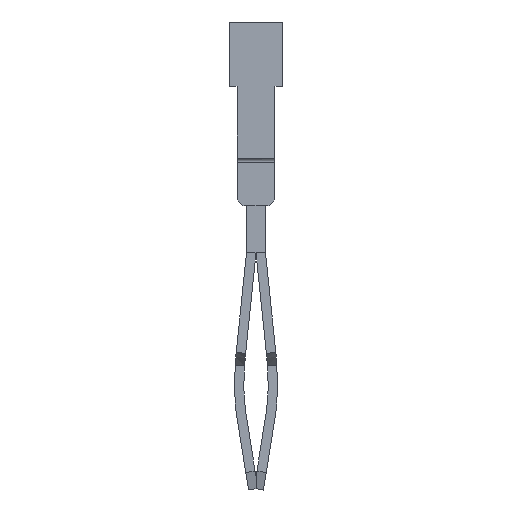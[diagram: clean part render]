
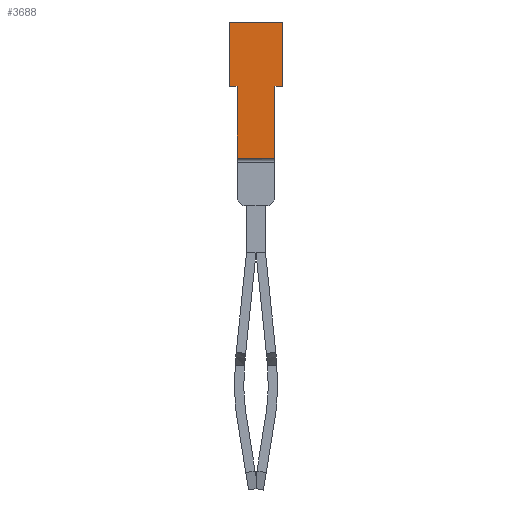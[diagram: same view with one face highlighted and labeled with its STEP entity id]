
A CAD part, left-side view. The second image highlights one B-rep face of the part: STEP entity #3688.
In plain terms, the highlighted planar face has unit normal (-1, 0, 0).
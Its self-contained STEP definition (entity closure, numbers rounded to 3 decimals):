
#3643=AXIS2_PLACEMENT_3D('Plane Axis2P3D',#3640,#3641,#3642) ;
#2237=CARTESIAN_POINT('Vertex',(0.,2.4,17.522)) ;
#2240=CARTESIAN_POINT('Line Origine',(0.,2.4,19.422)) ;
#2244=CARTESIAN_POINT('Vertex',(0.,2.4,21.322)) ;
#2654=CARTESIAN_POINT('Vertex',(0.,0.4,17.522)) ;
#2932=CARTESIAN_POINT('Vertex',(0.,0.4,21.322)) ;
#2935=CARTESIAN_POINT('Line Origine',(0.,0.4,19.422)) ;
#3627=CARTESIAN_POINT('Line Origine',(0.,1.4,17.522)) ;
#3640=CARTESIAN_POINT('Axis2P3D Location',(0.,1.4,5.622)) ;
#3645=CARTESIAN_POINT('Line Origine',(0.,0.2,21.322)) ;
#3649=CARTESIAN_POINT('Vertex',(0.,0.,21.322)) ;
#3652=CARTESIAN_POINT('Line Origine',(0.,0.,23.022)) ;
#3656=CARTESIAN_POINT('Vertex',(0.,0.,24.722)) ;
#3659=CARTESIAN_POINT('Line Origine',(0.,1.4,24.722)) ;
#3663=CARTESIAN_POINT('Vertex',(0.,2.8,24.722)) ;
#3666=CARTESIAN_POINT('Line Origine',(0.,2.8,23.022)) ;
#3670=CARTESIAN_POINT('Vertex',(0.,2.8,21.322)) ;
#3673=CARTESIAN_POINT('Line Origine',(0.,2.6,21.322)) ;
#2241=DIRECTION('Vector Direction',(0.,0.,1.)) ;
#2936=DIRECTION('Vector Direction',(0.,0.,-1.)) ;
#3628=DIRECTION('Vector Direction',(0.,-1.,0.)) ;
#3641=DIRECTION('Axis2P3D Direction',(-1.,0.,0.)) ;
#3642=DIRECTION('Axis2P3D XDirection',(0.,-1.,0.)) ;
#3646=DIRECTION('Vector Direction',(0.,1.,0.)) ;
#3653=DIRECTION('Vector Direction',(0.,0.,-1.)) ;
#3660=DIRECTION('Vector Direction',(0.,-1.,0.)) ;
#3667=DIRECTION('Vector Direction',(0.,0.,1.)) ;
#3674=DIRECTION('Vector Direction',(0.,1.,0.)) ;
#2242=VECTOR('Line Direction',#2241,1.) ;
#2937=VECTOR('Line Direction',#2936,1.) ;
#3629=VECTOR('Line Direction',#3628,1.) ;
#3647=VECTOR('Line Direction',#3646,1.) ;
#3654=VECTOR('Line Direction',#3653,1.) ;
#3661=VECTOR('Line Direction',#3660,1.) ;
#3668=VECTOR('Line Direction',#3667,1.) ;
#3675=VECTOR('Line Direction',#3674,1.) ;
#3679=ORIENTED_EDGE('',*,*,#3631,.T.) ;
#3680=ORIENTED_EDGE('',*,*,#2939,.T.) ;
#3681=ORIENTED_EDGE('',*,*,#3651,.F.) ;
#3682=ORIENTED_EDGE('',*,*,#3658,.F.) ;
#3683=ORIENTED_EDGE('',*,*,#3665,.F.) ;
#3684=ORIENTED_EDGE('',*,*,#3672,.F.) ;
#3685=ORIENTED_EDGE('',*,*,#3677,.F.) ;
#3686=ORIENTED_EDGE('',*,*,#2246,.T.) ;
#3688=ADVANCED_FACE('Hauptk\X2\00F6\X0\rper',(#3687),#3644,.T.) ;
#2246=EDGE_CURVE('',#2245,#2238,#2243,.F.) ;
#2939=EDGE_CURVE('',#2655,#2933,#2938,.F.) ;
#3631=EDGE_CURVE('',#2238,#2655,#3630,.T.) ;
#3651=EDGE_CURVE('',#3650,#2933,#3648,.T.) ;
#3658=EDGE_CURVE('',#3657,#3650,#3655,.T.) ;
#3665=EDGE_CURVE('',#3664,#3657,#3662,.T.) ;
#3672=EDGE_CURVE('',#3671,#3664,#3669,.T.) ;
#3677=EDGE_CURVE('',#2245,#3671,#3676,.T.) ;
#3678=EDGE_LOOP('',(#3679,#3680,#3681,#3682,#3683,#3684,#3685,#3686)) ;
#3687=FACE_OUTER_BOUND('',#3678,.T.) ;
#2243=LINE('Line',#2240,#2242) ;
#2938=LINE('Line',#2935,#2937) ;
#3630=LINE('Line',#3627,#3629) ;
#3648=LINE('Line',#3645,#3647) ;
#3655=LINE('Line',#3652,#3654) ;
#3662=LINE('Line',#3659,#3661) ;
#3669=LINE('Line',#3666,#3668) ;
#3676=LINE('Line',#3673,#3675) ;
#3644=PLANE('',#3643) ;
#2238=VERTEX_POINT('',#2237) ;
#2245=VERTEX_POINT('',#2244) ;
#2655=VERTEX_POINT('',#2654) ;
#2933=VERTEX_POINT('',#2932) ;
#3650=VERTEX_POINT('',#3649) ;
#3657=VERTEX_POINT('',#3656) ;
#3664=VERTEX_POINT('',#3663) ;
#3671=VERTEX_POINT('',#3670) ;
